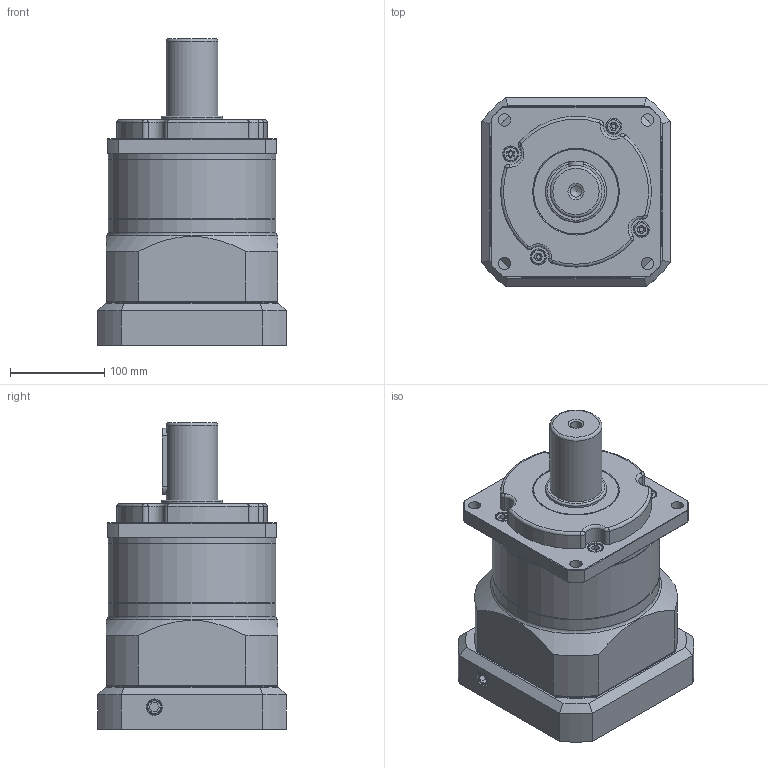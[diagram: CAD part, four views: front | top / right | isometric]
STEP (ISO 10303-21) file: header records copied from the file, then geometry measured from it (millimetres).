
FILE_DESCRIPTION((''),'2;1');
FILE_NAME('KFB-180-1.stp','2012-02-15T13:44:58',('young'),(''),'Autodesk Inventor 2012','Autodesk Inventor 2012','');
FILE_SCHEMA(('AUTOMOTIVE_DESIGN { 1 0 10303 214 1 1 1 1 }'));
Length unit declared in the file: millimetre
Products named in the file (1): KFB-180-1
Bounding box: 200 x 200 x 325 mm (x, y, z)
Volume: 5189511.3 mm3; surface area: 633535.9 mm2
Topology: 25 solids, 27 shells, 878 faces, 2081 edges, 1317 vertices
Faces by surface type: plane 410, cylinder 280, cone 122, bspline 38, torus 28
Full cylindrical faces by diameter (mm): 1.135 x1, 8.5 x8, 8.6 x1, 10 x6, 10.2 x8, 11 x9, 12 x8, 13 x8, 14.5 x2, 16 x6, 16.709 x2, 17 x4, 18 x7, 19 x4, 44.9 x1, 46 x1, 55 x1, 58.5 x1, 59.8 x1, 60 x1, 64.8 x1, 65 x2, 80 x2, 90 x2, 140 x1, 155 x1, 165 x1, 178 x3
Entity records: 26878 total; most frequent: CARTESIAN_POINT 7158, DIRECTION 4206, ORIENTED_EDGE 3714, EDGE_CURVE 1857, AXIS2_PLACEMENT_3D 1644, VERTEX_POINT 1277, EDGE_LOOP 1172, VECTOR 918
